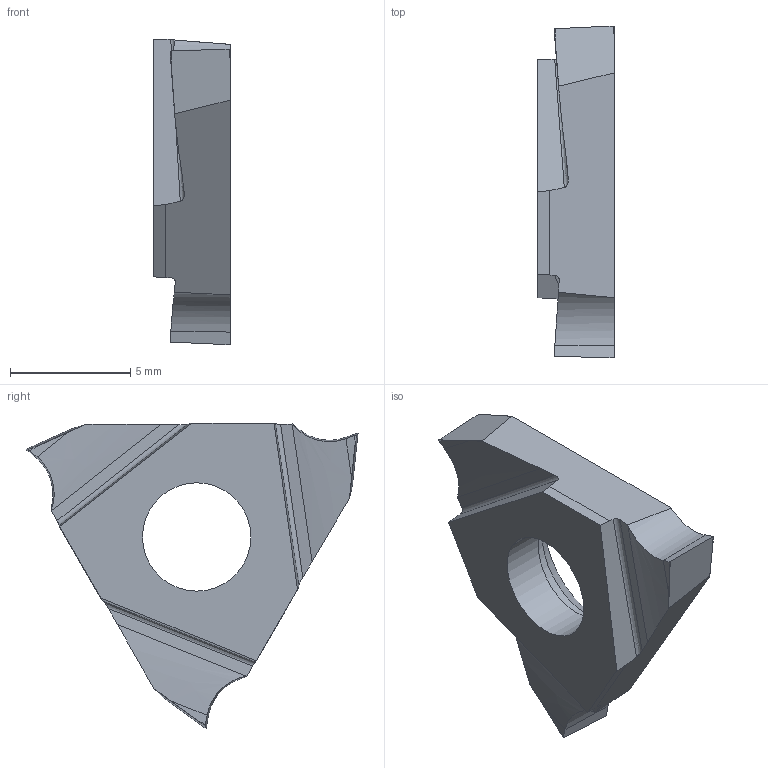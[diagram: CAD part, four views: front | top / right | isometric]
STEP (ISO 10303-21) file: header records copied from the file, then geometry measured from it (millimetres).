
FILE_DESCRIPTION((''),'2;1');
FILE_NAME('GTCT25030V5R-U','2024-06-20T11:57:08',('tlyae016'),('PTC Japan'),'CREO PARAMETRIC BY PTC INC, 2021424','CREO PARAMETRIC BY PTC INC, 2021424','');
FILE_SCHEMA(('AUTOMOTIVE_DESIGN { 1 0 10303 214 1 1 1 1 }'));
Length unit declared in the file: millimetre
Products named in the file (1): GTCT25030V5R-U
Bounding box: 3.18 x 13.79 x 12.68 mm (x, y, z)
Volume: 225.7 mm3; surface area: 335.5 mm2
Topology: 1 solids, 1 shells, 54 faces, 163 edges, 113 vertices
Faces by surface type: plane 24, bspline 9, extrusion 9, cylinder 8, cone 4
Entity records: 2884 total; most frequent: CARTESIAN_POINT 953, ORIENTED_EDGE 284, DIRECTION 232, PRESENTATION_STYLE_ASSIGNMENT 166, STYLED_ITEM 166, CURVE_STYLE 165, EDGE_CURVE 142, VECTOR 108
